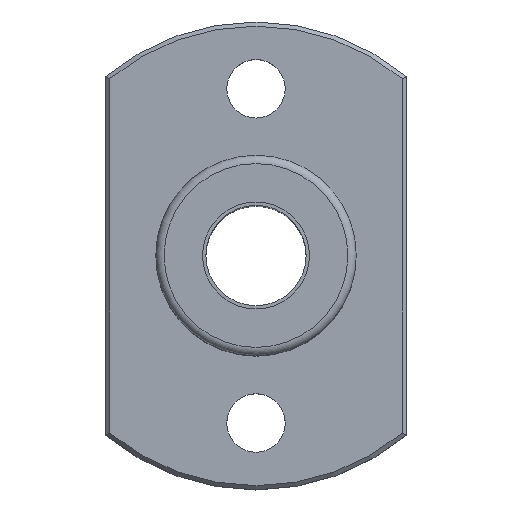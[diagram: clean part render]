
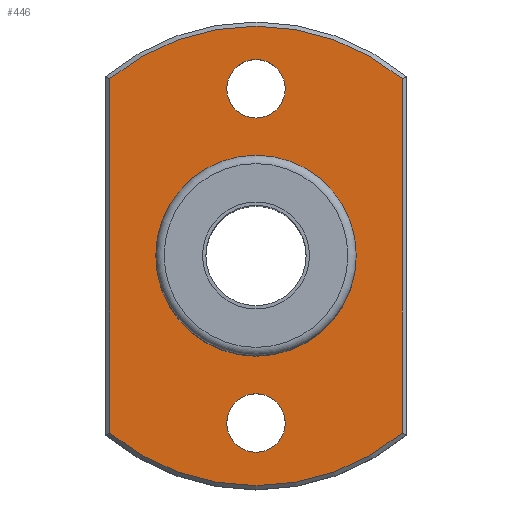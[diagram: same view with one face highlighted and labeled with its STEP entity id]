
A CAD part, top view. The second image highlights one B-rep face of the part: STEP entity #446.
In plain terms, the highlighted planar face has unit normal (0, 0, 1).
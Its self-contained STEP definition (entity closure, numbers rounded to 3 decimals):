
#40=LINE('',#739,#52);
#41=LINE('',#744,#53);
#52=VECTOR('',#596,1000.);
#53=VECTOR('',#599,1000.);
#93=ORIENTED_EDGE('',*,*,#191,.T.);
#94=ORIENTED_EDGE('',*,*,#192,.T.);
#95=ORIENTED_EDGE('',*,*,#193,.T.);
#96=ORIENTED_EDGE('',*,*,#194,.T.);
#97=ORIENTED_EDGE('',*,*,#195,.T.);
#98=ORIENTED_EDGE('',*,*,#196,.T.);
#99=ORIENTED_EDGE('',*,*,#178,.F.);
#178=EDGE_CURVE('',#230,#230,#270,.T.);
#191=EDGE_CURVE('',#239,#240,#40,.T.);
#192=EDGE_CURVE('',#240,#241,#275,.T.);
#193=EDGE_CURVE('',#241,#242,#41,.T.);
#194=EDGE_CURVE('',#242,#239,#276,.T.);
#195=EDGE_CURVE('',#243,#243,#277,.T.);
#196=EDGE_CURVE('',#244,#244,#278,.T.);
#230=VERTEX_POINT('',#713);
#239=VERTEX_POINT('',#740);
#240=VERTEX_POINT('',#741);
#241=VERTEX_POINT('',#743);
#242=VERTEX_POINT('',#745);
#243=VERTEX_POINT('',#748);
#244=VERTEX_POINT('',#750);
#270=CIRCLE('',#493,6.);
#275=CIRCLE('',#503,13.75);
#276=CIRCLE('',#504,13.75);
#277=CIRCLE('',#505,1.75);
#278=CIRCLE('',#506,1.75);
#309=EDGE_LOOP('',(#93,#94,#95,#96));
#310=EDGE_LOOP('',(#97));
#311=EDGE_LOOP('',(#98));
#312=EDGE_LOOP('',(#99));
#371=FACE_BOUND('',#309,.T.);
#372=FACE_BOUND('',#310,.T.);
#373=FACE_BOUND('',#311,.T.);
#374=FACE_BOUND('',#312,.T.);
#426=PLANE('',#502);
#446=ADVANCED_FACE('',(#371,#372,#373,#374),#426,.T.);
#493=AXIS2_PLACEMENT_3D('',#712,#568,#569);
#502=AXIS2_PLACEMENT_3D('',#738,#594,#595);
#503=AXIS2_PLACEMENT_3D('',#742,#597,#598);
#504=AXIS2_PLACEMENT_3D('',#746,#600,#601);
#505=AXIS2_PLACEMENT_3D('',#747,#602,#603);
#506=AXIS2_PLACEMENT_3D('',#749,#604,#605);
#568=DIRECTION('',(0.,0.,1.));
#569=DIRECTION('',(1.,0.,0.));
#594=DIRECTION('',(0.,0.,1.));
#595=DIRECTION('',(1.,0.,0.));
#596=DIRECTION('',(0.,1.,0.));
#597=DIRECTION('',(0.,0.,1.));
#598=DIRECTION('',(1.,0.,0.));
#599=DIRECTION('',(0.,-1.,0.));
#600=DIRECTION('',(0.,0.,1.));
#601=DIRECTION('',(1.,0.,0.));
#602=DIRECTION('',(0.,0.,-1.));
#603=DIRECTION('',(-1.,0.,0.));
#604=DIRECTION('',(0.,0.,-1.));
#605=DIRECTION('',(-1.,0.,0.));
#712=CARTESIAN_POINT('',(0.,0.,2.5));
#713=CARTESIAN_POINT('',(6.,0.,2.5));
#738=CARTESIAN_POINT('',(0.,0.,2.5));
#739=CARTESIAN_POINT('',(8.75,10.724,2.5));
#740=CARTESIAN_POINT('',(8.75,-10.607,2.5));
#741=CARTESIAN_POINT('',(8.75,10.607,2.5));
#742=CARTESIAN_POINT('',(0.,0.,2.5));
#743=CARTESIAN_POINT('',(-8.75,10.607,2.5));
#744=CARTESIAN_POINT('',(-8.75,-10.724,2.5));
#745=CARTESIAN_POINT('',(-8.75,-10.607,2.5));
#746=CARTESIAN_POINT('',(0.,0.,2.5));
#747=CARTESIAN_POINT('',(0.,-10.,2.5));
#748=CARTESIAN_POINT('',(-1.75,-10.,2.5));
#749=CARTESIAN_POINT('',(0.,10.,2.5));
#750=CARTESIAN_POINT('',(-1.75,10.,2.5));
